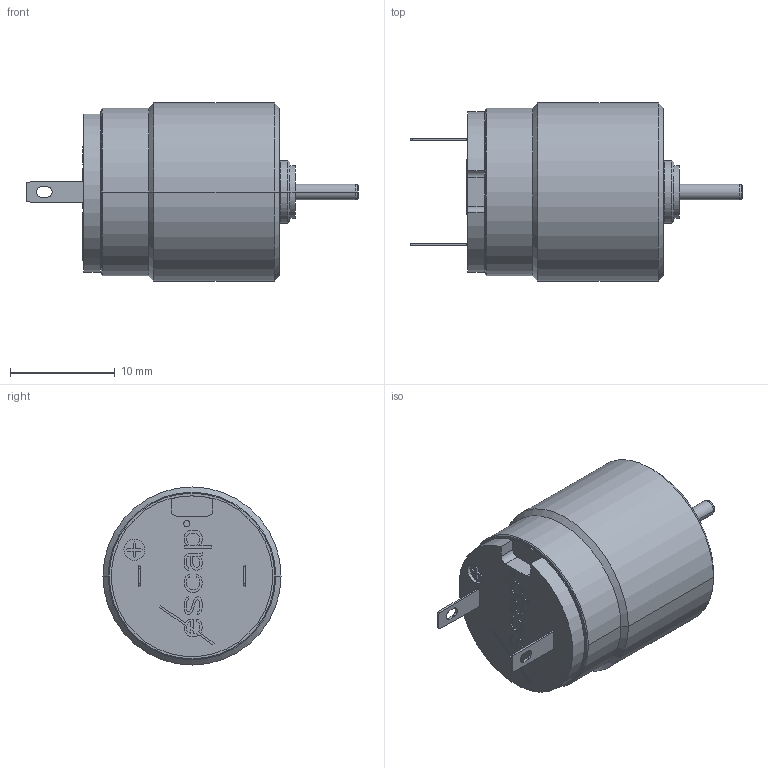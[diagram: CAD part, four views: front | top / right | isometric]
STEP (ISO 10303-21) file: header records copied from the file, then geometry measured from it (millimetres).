
FILE_DESCRIPTION((''),'2;1');
FILE_NAME('17S_78_209E','2015-11-27T',('vinayak.bharmal'),(''),'PRO/ENGINEER BY PARAMETRIC TECHNOLOGY CORPORATION, 2014310','PRO/ENGINEER BY PARAMETRIC TECHNOLOGY CORPORATION, 2014310','');
FILE_SCHEMA(('CONFIG_CONTROL_DESIGN'));
Length unit declared in the file: millimetre
Products named in the file (1): 17S_78_209E
Bounding box: 31.7 x 17 x 17 mm (x, y, z)
Volume: 4080.4 mm3; surface area: 1558.3 mm2
Topology: 2 solids, 3 shells, 375 faces, 1018 edges, 666 vertices
Faces by surface type: plane 312, cylinder 35, cone 22, torus 6
Entity records: 11652 total; most frequent: CARTESIAN_POINT 2079, ORIENTED_EDGE 2028, DIRECTION 1868, EDGE_CURVE 1014, VECTOR 898, LINE 898, VERTEX_POINT 666, AXIS2_PLACEMENT_3D 485
